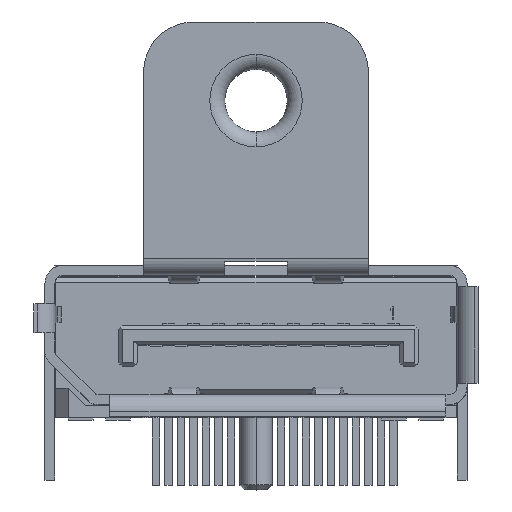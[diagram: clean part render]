
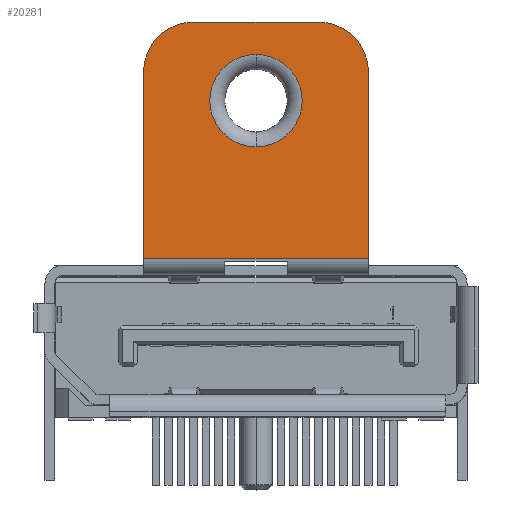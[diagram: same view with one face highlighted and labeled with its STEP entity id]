
A CAD part, top view. The second image highlights one B-rep face of the part: STEP entity #20281.
In plain terms, the highlighted planar face has unit normal (0, 0, 1).
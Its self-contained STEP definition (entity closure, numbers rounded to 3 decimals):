
#7212=DIRECTION('',(0.,-1.,0.));
#7213=VECTOR('',#7212,7.45);
#7214=CARTESIAN_POINT('',(4.5,10.53,0.));
#7215=LINE('',#7214,#7213);
#7216=CARTESIAN_POINT('',(0.,9.38,0.));
#7217=DIRECTION('',(0.,0.,1.));
#7218=DIRECTION('',(0.,1.,0.));
#7219=AXIS2_PLACEMENT_3D('',#7216,#7217,#7218);
#7221=CARTESIAN_POINT('',(0.,9.38,0.));
#7222=DIRECTION('',(0.,0.,1.));
#7223=DIRECTION('',(0.,-1.,0.));
#7224=AXIS2_PLACEMENT_3D('',#7221,#7222,#7223);
#7226=CARTESIAN_POINT('',(2.5,10.53,0.));
#7227=DIRECTION('',(0.,0.,1.));
#7228=DIRECTION('',(1.,0.,0.));
#7229=AXIS2_PLACEMENT_3D('',#7226,#7227,#7228);
#7231=CARTESIAN_POINT('',(-2.5,10.53,0.));
#7232=DIRECTION('',(0.,0.,1.));
#7233=DIRECTION('',(0.,1.,0.));
#7234=AXIS2_PLACEMENT_3D('',#7231,#7232,#7233);
#7236=DIRECTION('',(1.,0.,0.));
#7237=VECTOR('',#7236,5.);
#7238=CARTESIAN_POINT('',(-2.5,12.53,0.));
#7239=LINE('',#7238,#7237);
#7364=DIRECTION('',(0.,-1.,0.));
#7365=VECTOR('',#7364,7.45);
#7366=CARTESIAN_POINT('',(-4.5,10.53,0.));
#7367=LINE('',#7366,#7365);
#7395=DIRECTION('',(1.,0.,0.));
#7396=VECTOR('',#7395,9.);
#7397=CARTESIAN_POINT('',(-4.5,3.08,0.));
#7398=LINE('',#7397,#7396);
#7990=CARTESIAN_POINT('',(-4.5,3.08,0.));
#7992=VERTEX_POINT('',#7990);
#7998=CARTESIAN_POINT('',(4.5,3.08,0.));
#8000=VERTEX_POINT('',#7998);
#8026=CARTESIAN_POINT('',(0.,11.23,0.));
#8027=CARTESIAN_POINT('',(0.,7.53,0.));
#8028=VERTEX_POINT('',#8026);
#8029=VERTEX_POINT('',#8027);
#8982=CARTESIAN_POINT('',(4.5,10.53,0.));
#8983=CARTESIAN_POINT('',(2.5,12.53,0.));
#8984=VERTEX_POINT('',#8982);
#8985=VERTEX_POINT('',#8983);
#8994=CARTESIAN_POINT('',(-2.5,12.53,0.));
#8995=VERTEX_POINT('',#8994);
#8996=CARTESIAN_POINT('',(-4.5,10.53,0.));
#8997=VERTEX_POINT('',#8996);
#20258=CARTESIAN_POINT('',(-4.5,12.53,0.));
#20259=DIRECTION('',(0.,0.,1.));
#20260=DIRECTION('',(0.,-1.,0.));
#20261=AXIS2_PLACEMENT_3D('',#20258,#20259,#20260);
#20262=PLANE('',#20261);
#20263=ORIENTED_EDGE('',*,*,#20248,.F.);
#20264=ORIENTED_EDGE('',*,*,#20238,.T.);
#20266=ORIENTED_EDGE('',*,*,#20265,.F.);
#20268=ORIENTED_EDGE('',*,*,#20267,.F.);
#20270=ORIENTED_EDGE('',*,*,#20269,.F.);
#20272=ORIENTED_EDGE('',*,*,#20271,.T.);
#20273=EDGE_LOOP('',(#20263,#20264,#20266,#20268,#20270,#20272));
#20274=FACE_OUTER_BOUND('',#20273,.F.);
#20276=ORIENTED_EDGE('',*,*,#20275,.T.);
#20278=ORIENTED_EDGE('',*,*,#20277,.T.);
#20279=EDGE_LOOP('',(#20276,#20278));
#20280=FACE_BOUND('',#20279,.F.);
#20281=ADVANCED_FACE('',(#20274,#20280),#20262,.T.);
#7220=CIRCLE('',#7219,1.85);
#7225=CIRCLE('',#7224,1.85);
#7230=CIRCLE('',#7229,2.);
#7235=CIRCLE('',#7234,2.);
#20238=EDGE_CURVE('',#8984,#8000,#7215,.T.);
#20248=EDGE_CURVE('',#8984,#8985,#7230,.T.);
#20265=EDGE_CURVE('',#7992,#8000,#7398,.T.);
#20267=EDGE_CURVE('',#8997,#7992,#7367,.T.);
#20269=EDGE_CURVE('',#8995,#8997,#7235,.T.);
#20271=EDGE_CURVE('',#8995,#8985,#7239,.T.);
#20275=EDGE_CURVE('',#8028,#8029,#7220,.T.);
#20277=EDGE_CURVE('',#8029,#8028,#7225,.T.);
